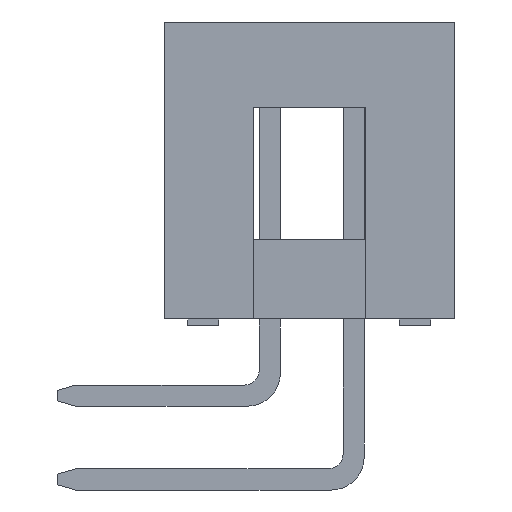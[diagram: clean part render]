
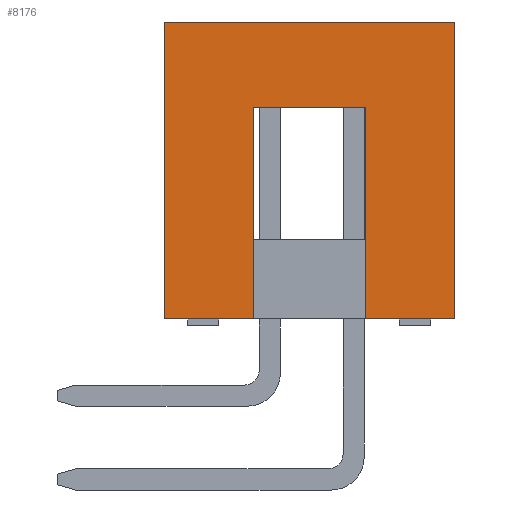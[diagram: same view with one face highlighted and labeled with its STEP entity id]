
A CAD part, left-side view. The second image highlights one B-rep face of the part: STEP entity #8176.
In plain terms, the highlighted planar face has unit normal (-1, 0, 0).
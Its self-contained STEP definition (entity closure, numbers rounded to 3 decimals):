
#4946=EDGE_CURVE('',#9604,#12302,#13336,.T.);
#5338=EDGE_CURVE('',#10292,#12444,#13759,.T.);
#5476=EDGE_CURVE('',#8116,#7528,#13911,.T.);
#5526=EDGE_CURVE('',#10292,#12302,#13965,.T.);
#6564=EDGE_CURVE('',#7324,#8762,#15095,.T.);
#7324=VERTEX_POINT('',#15926);
#7528=VERTEX_POINT('',#16156);
#8116=VERTEX_POINT('',#16803);
#8176=ADVANCED_FACE('',(#16870),#16871,.F.);
#8762=VERTEX_POINT('',#17500);
#9604=VERTEX_POINT('',#18458);
#9700=EDGE_CURVE('',#9604,#7324,#18557,.T.);
#10222=EDGE_CURVE('',#8762,#7528,#19133,.T.);
#10292=VERTEX_POINT('',#19209);
#11858=EDGE_CURVE('',#12444,#8116,#20966,.T.);
#12302=VERTEX_POINT('',#21456);
#12444=VERTEX_POINT('',#21612);
#13336=LINE('',#22873,#22874);
#13759=LINE('',#23493,#23494);
#13911=LINE('',#23701,#23702);
#13965=LINE('',#23780,#23781);
#15095=LINE('',#25398,#25399);
#15926=CARTESIAN_POINT('',(-29.21,1.7,6.4));
#16156=CARTESIAN_POINT('',(-29.21,-1.7,0.0));
#16803=CARTESIAN_POINT('',(-29.21,-4.4,0.0));
#16870=FACE_OUTER_BOUND('',#27913,.T.);
#16871=PLANE('',#27914);
#17500=CARTESIAN_POINT('',(-29.21,-1.7,6.4));
#18458=CARTESIAN_POINT('',(-29.21,1.7,0.0));
#18557=LINE('',#30345,#30346);
#19133=LINE('',#31165,#31166);
#19209=CARTESIAN_POINT('',(-29.21,4.4,9.0));
#20966=LINE('',#33754,#33755);
#21456=CARTESIAN_POINT('',(-29.21,4.4,0.0));
#21612=CARTESIAN_POINT('',(-29.21,-4.4,9.0));
#22873=CARTESIAN_POINT('',(-29.21,0.0,0.0));
#22874=VECTOR('',#35502,1.0);
#23493=CARTESIAN_POINT('',(-29.21,0.0,9.0));
#23494=VECTOR('',#35901,1.0);
#23701=CARTESIAN_POINT('',(-29.21,0.0,0.0));
#23702=VECTOR('',#36062,1.0);
#23780=CARTESIAN_POINT('',(-29.21,4.4,4.5));
#23781=VECTOR('',#36109,1.0);
#25398=CARTESIAN_POINT('',(-29.21,0.0,6.4));
#25399=VECTOR('',#37228,1.0);
#27913=EDGE_LOOP('',(#39122,#39123,#39124,#39125,#39126,#39127,#39128,#39129));
#27914=AXIS2_PLACEMENT_3D('',#39130,#39131,#39132);
#30345=CARTESIAN_POINT('',(-29.21,1.7,3.825));
#30346=VECTOR('',#40810,1.0);
#31165=CARTESIAN_POINT('',(-29.21,-1.7,3.825));
#31166=VECTOR('',#41432,1.0);
#33754=CARTESIAN_POINT('',(-29.21,-4.4,4.5));
#33755=VECTOR('',#43475,1.0);
#35502=DIRECTION('',(0.0,1.0,0.0));
#35901=DIRECTION('',(0.0,-1.0,0.0));
#36062=DIRECTION('',(0.0,1.0,0.0));
#36109=DIRECTION('',(0.0,0.0,-1.0));
#37228=DIRECTION('',(0.0,-1.0,0.0));
#39122=ORIENTED_EDGE('',*,*,#10222,.T.);
#39123=ORIENTED_EDGE('',*,*,#5476,.F.);
#39124=ORIENTED_EDGE('',*,*,#11858,.F.);
#39125=ORIENTED_EDGE('',*,*,#5338,.F.);
#39126=ORIENTED_EDGE('',*,*,#5526,.T.);
#39127=ORIENTED_EDGE('',*,*,#4946,.F.);
#39128=ORIENTED_EDGE('',*,*,#9700,.T.);
#39129=ORIENTED_EDGE('',*,*,#6564,.T.);
#39130=CARTESIAN_POINT('',(-29.21,0.0,4.5));
#39131=DIRECTION('',(1.0,0.0,0.0));
#39132=DIRECTION('',(0.0,0.0,-1.0));
#40810=DIRECTION('',(-0.0,0.0,1.0));
#41432=DIRECTION('',(0.0,0.0,-1.0));
#43475=DIRECTION('',(0.0,0.0,-1.0));
